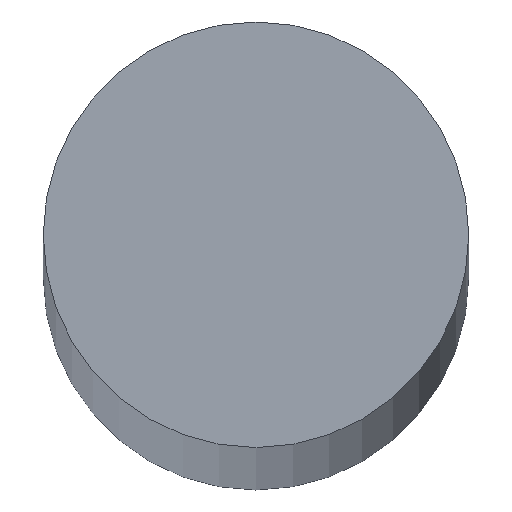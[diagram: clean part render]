
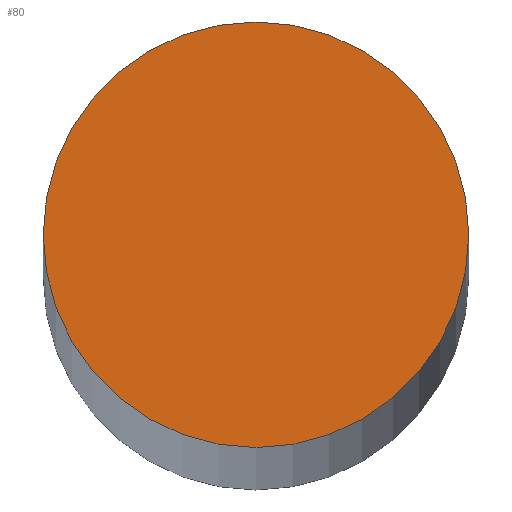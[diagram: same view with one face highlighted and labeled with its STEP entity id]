
A CAD part, top view. The second image highlights one B-rep face of the part: STEP entity #80.
In plain terms, the highlighted planar face has unit normal (0, 0, 1).
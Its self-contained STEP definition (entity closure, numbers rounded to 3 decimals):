
#15 = CARTESIAN_POINT ( 'NONE',  ( 17.5, 0., 2000. ) ) ;
#25 = VERTEX_POINT ( 'NONE', #15 ) ;
#26 = DIRECTION ( 'NONE',  ( 1., 0., 0. ) ) ;
#30 = CIRCLE ( 'NONE', #104, 17.5 ) ;
#38 = DIRECTION ( 'NONE',  ( 0., 0., 1. ) ) ;
#46 = ORIENTED_EDGE ( 'NONE', *, *, #64, .T. ) ;
#51 = AXIS2_PLACEMENT_3D ( 'NONE', #128, #115, #26 ) ;
#52 = PLANE ( 'NONE',  #51 ) ;
#64 = EDGE_CURVE ( 'NONE', #91, #25, #70, .T. ) ;
#70 = CIRCLE ( 'NONE', #107, 17.5 ) ;
#72 = DIRECTION ( 'NONE',  ( 0., 0., 1. ) ) ;
#75 = CARTESIAN_POINT ( 'NONE',  ( -17.5, 0., 2000. ) ) ;
#77 = DIRECTION ( 'NONE',  ( 1., 0., 0. ) ) ;
#80 = ADVANCED_FACE ( 'NONE', ( #137 ), #52, .T. ) ;
#84 = ORIENTED_EDGE ( 'NONE', *, *, #86, .T. ) ;
#86 = EDGE_CURVE ( 'NONE', #25, #91, #30, .T. ) ;
#91 = VERTEX_POINT ( 'NONE', #75 ) ;
#95 = CARTESIAN_POINT ( 'NONE',  ( 0., 0., 2000. ) ) ;
#96 = CARTESIAN_POINT ( 'NONE',  ( 0., 0., 2000. ) ) ;
#104 = AXIS2_PLACEMENT_3D ( 'NONE', #96, #72, #136 ) ;
#107 = AXIS2_PLACEMENT_3D ( 'NONE', #95, #38, #77 ) ;
#115 = DIRECTION ( 'NONE',  ( 0., 0., 1. ) ) ;
#128 = CARTESIAN_POINT ( 'NONE',  ( 0., 0., 2000. ) ) ;
#135 = EDGE_LOOP ( 'NONE', ( #46, #84 ) ) ;
#136 = DIRECTION ( 'NONE',  ( 1., 0., 0. ) ) ;
#137 = FACE_OUTER_BOUND ( 'NONE', #135, .T. ) ;
